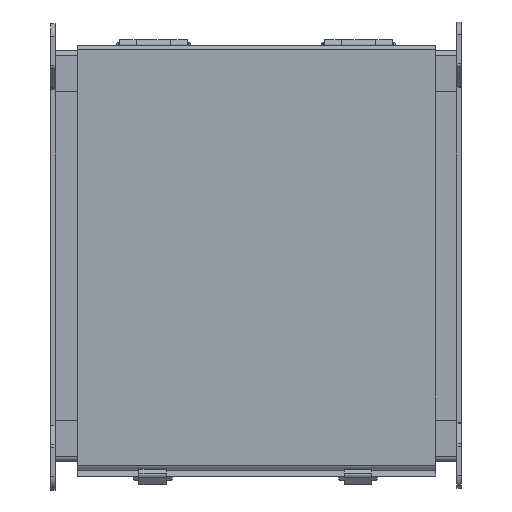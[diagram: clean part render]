
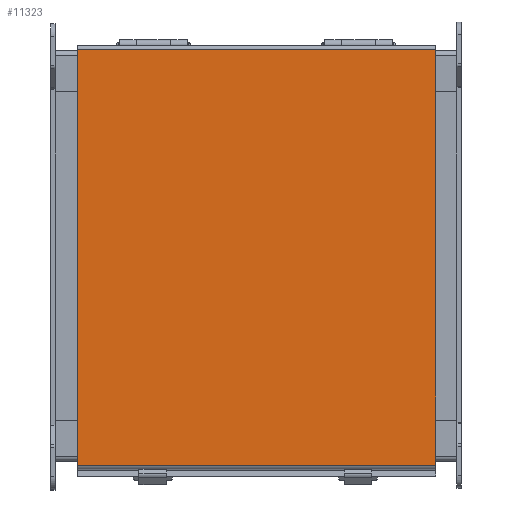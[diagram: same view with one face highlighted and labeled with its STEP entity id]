
A CAD part, top view. The second image highlights one B-rep face of the part: STEP entity #11323.
In plain terms, the highlighted planar face has unit normal (0, 0, 1).
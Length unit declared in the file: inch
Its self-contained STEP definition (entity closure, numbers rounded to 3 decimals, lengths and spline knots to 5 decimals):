
#347 = FACE_OUTER_BOUND ( 'NONE', #7212, .T. ) ;
#853 = EDGE_CURVE ( 'NONE', #1154, #2139, #10506, .T. ) ;
#1154 = VERTEX_POINT ( 'NONE', #3375 ) ;
#1578 = CARTESIAN_POINT ( 'NONE',  ( -5.218, -6.12, 6.172 ) ) ;
#1701 = DIRECTION ( 'NONE',  ( 0., -1., 0. ) ) ;
#1843 = AXIS2_PLACEMENT_3D ( 'NONE', #5391, #10463, #8328 ) ;
#2139 = VERTEX_POINT ( 'NONE', #1578 ) ;
#2851 = CARTESIAN_POINT ( 'NONE',  ( 5.25, -6.228, 6.172 ) ) ;
#3375 = CARTESIAN_POINT ( 'NONE',  ( -5.218, 6.039, 6.172 ) ) ;
#3427 = VECTOR ( 'NONE', #6377, 39.37008 ) ;
#3794 = DIRECTION ( 'NONE',  ( 1., 0., 0. ) ) ;
#4369 = VERTEX_POINT ( 'NONE', #11896 ) ;
#4531 = PLANE ( 'NONE',  #1843 ) ;
#4532 = CARTESIAN_POINT ( 'NONE',  ( -5.218, 6.039, 6.172 ) ) ;
#5347 = EDGE_CURVE ( 'NONE', #5952, #1154, #9494, .T. ) ;
#5391 = CARTESIAN_POINT ( 'NONE',  ( -5.218, -6.228, 6.172 ) ) ;
#5868 = LINE ( 'NONE', #2851, #12681 ) ;
#5952 = VERTEX_POINT ( 'NONE', #9541 ) ;
#6150 = ORIENTED_EDGE ( 'NONE', *, *, #853, .T. ) ;
#6227 = ORIENTED_EDGE ( 'NONE', *, *, #10688, .T. ) ;
#6377 = DIRECTION ( 'NONE',  ( -1., 0., 0. ) ) ;
#7212 = EDGE_LOOP ( 'NONE', ( #6150, #6227, #7943, #12679 ) ) ;
#7617 = VECTOR ( 'NONE', #1701, 39.37008 ) ;
#7943 = ORIENTED_EDGE ( 'NONE', *, *, #12262, .T. ) ;
#8328 = DIRECTION ( 'NONE',  ( 1., 0., 0. ) ) ;
#9494 = LINE ( 'NONE', #4532, #3427 ) ;
#9541 = CARTESIAN_POINT ( 'NONE',  ( 5.25, 6.039, 6.172 ) ) ;
#10463 = DIRECTION ( 'NONE',  ( 0., 0., 1. ) ) ;
#10506 = LINE ( 'NONE', #11484, #7617 ) ;
#10688 = EDGE_CURVE ( 'NONE', #2139, #4369, #12715, .T. ) ;
#11323 = ADVANCED_FACE ( 'NONE', ( #347 ), #4531, .T. ) ;
#11484 = CARTESIAN_POINT ( 'NONE',  ( -5.218, -6.228, 6.172 ) ) ;
#11723 = DIRECTION ( 'NONE',  ( 0., 1., 0. ) ) ;
#11744 = CARTESIAN_POINT ( 'NONE',  ( -5.218, -6.12, 6.172 ) ) ;
#11896 = CARTESIAN_POINT ( 'NONE',  ( 5.25, -6.12, 6.172 ) ) ;
#12262 = EDGE_CURVE ( 'NONE', #4369, #5952, #5868, .T. ) ;
#12679 = ORIENTED_EDGE ( 'NONE', *, *, #5347, .T. ) ;
#12681 = VECTOR ( 'NONE', #11723, 39.37008 ) ;
#12715 = LINE ( 'NONE', #11744, #12732 ) ;
#12732 = VECTOR ( 'NONE', #3794, 39.37008 ) ;
